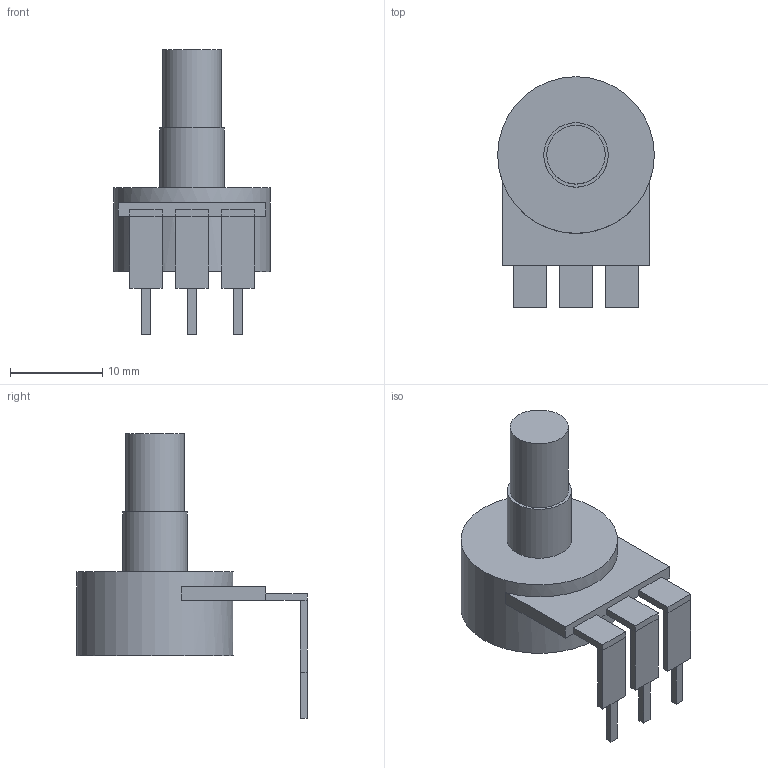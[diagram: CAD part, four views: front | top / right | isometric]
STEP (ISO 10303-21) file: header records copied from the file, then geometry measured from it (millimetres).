
FILE_DESCRIPTION(('FreeCAD Model'),'2;1');
FILE_NAME('Open CASCADE Shape Model','2023-10-14T17:22:34',(''),(''), 'Open CASCADE STEP processor 7.6','FreeCAD','Unknown');
FILE_SCHEMA(('AUTOMOTIVE_DESIGN { 1 0 10303 214 1 1 1 1 }'));
Length unit declared in the file: millimetre
Products named in the file (1): Pad006
Bounding box: 17 x 25 x 30.9 mm (x, y, z)
Volume: 2813.6 mm3; surface area: 1799.6 mm2
Topology: 1 solids, 1 shells, 60 faces, 135 edges, 80 vertices
Faces by surface type: plane 57, cylinder 3
Full cylindrical faces by diameter (mm): 6.35 x1, 7 x1, 17 x1
Entity records: 3383 total; most frequent: CARTESIAN_POINT 592, DIRECTION 494, LINE 349, VECTOR 349, ORIENTED_EDGE 270, PCURVE 270, DEFINITIONAL_REPRESENTATION 270, EDGE_CURVE 135
